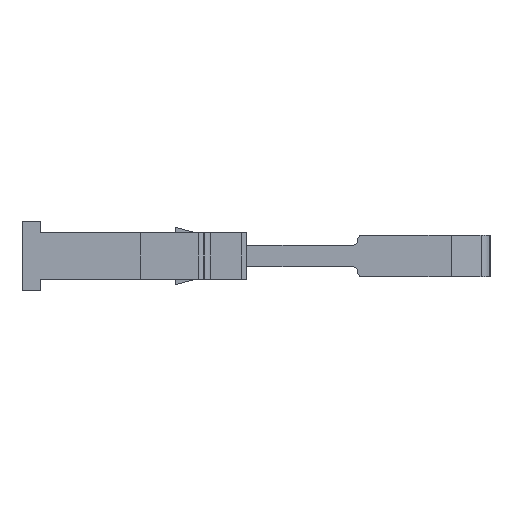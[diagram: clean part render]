
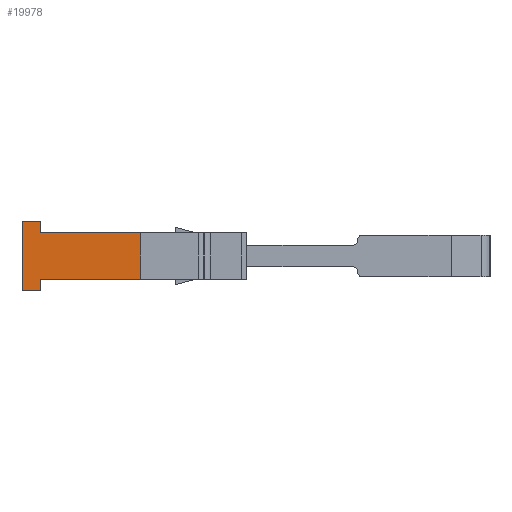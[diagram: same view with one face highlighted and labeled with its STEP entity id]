
A CAD part, left-side view. The second image highlights one B-rep face of the part: STEP entity #19978.
In plain terms, the highlighted planar face has unit normal (-1, 0, 0).
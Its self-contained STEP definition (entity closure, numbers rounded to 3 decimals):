
#281 = EDGE_CURVE ( 'NONE', #14667, #14103, #4628, .T. ) ;
#443 = EDGE_CURVE ( 'NONE', #14254, #14970, #21476, .T. ) ;
#1797 = EDGE_CURVE ( 'NONE', #14134, #14079, #11933, .T. ) ;
#1803 = EDGE_CURVE ( 'NONE', #14079, #14254, #11943, .T. ) ;
#1805 = EDGE_CURVE ( 'NONE', #14255, #14112, #11994, .T. ) ;
#1811 = EDGE_CURVE ( 'NONE', #14255, #14103, #11945, .T. ) ;
#1851 = EDGE_CURVE ( 'NONE', #14112, #14134, #12140, .T. ) ;
#2142 = VECTOR ( 'NONE', #4652, 1000. ) ;
#2351 = VECTOR ( 'NONE', #21479, 1000. ) ;
#4628 = LINE ( 'NONE', #4661, #2142 ) ;
#4652 = DIRECTION ( 'NONE',  ( 0., 0., -1. ) ) ;
#4661 = CARTESIAN_POINT ( 'NONE',  ( 991.594, 672.908, 3. ) ) ;
#6273 = LINE ( 'NONE', #6281, #17025 ) ;
#6281 = CARTESIAN_POINT ( 'NONE',  ( 991.594, 662.758, 0. ) ) ;
#6299 = DIRECTION ( 'NONE',  ( 0., -1., 0. ) ) ;
#7305 = PLANE ( 'NONE',  #19935 ) ;
#7321 = DIRECTION ( 'NONE',  ( 1., 0., 0. ) ) ;
#7325 = DIRECTION ( 'NONE',  ( 0., 0., -1. ) ) ;
#7331 = CARTESIAN_POINT ( 'NONE',  ( 991.594, 666.441, 3. ) ) ;
#7332 = FACE_OUTER_BOUND ( 'NONE', #23774, .T. ) ;
#9153 = CARTESIAN_POINT ( 'NONE',  ( 991.594, 672.908, -0.75 ) ) ;
#9188 = CARTESIAN_POINT ( 'NONE',  ( 991.594, 672.908, 3.75 ) ) ;
#9196 = CARTESIAN_POINT ( 'NONE',  ( 991.594, 674.108, 3.75 ) ) ;
#9226 = CARTESIAN_POINT ( 'NONE',  ( 991.594, 666.441, 3. ) ) ;
#9297 = CARTESIAN_POINT ( 'NONE',  ( 991.594, 674.108, -0.75 ) ) ;
#9554 = CARTESIAN_POINT ( 'NONE',  ( 991.594, 672.908, 0. ) ) ;
#9878 = CARTESIAN_POINT ( 'NONE',  ( 991.594, 666.441, 0. ) ) ;
#10658 = ORIENTED_EDGE ( 'NONE', *, *, #1797, .F. ) ;
#10667 = ORIENTED_EDGE ( 'NONE', *, *, #281, .F. ) ;
#10700 = ORIENTED_EDGE ( 'NONE', *, *, #19823, .T. ) ;
#10726 = ORIENTED_EDGE ( 'NONE', *, *, #443, .F. ) ;
#10742 = ORIENTED_EDGE ( 'NONE', *, *, #1851, .F. ) ;
#10750 = ORIENTED_EDGE ( 'NONE', *, *, #1811, .T. ) ;
#10754 = ORIENTED_EDGE ( 'NONE', *, *, #1803, .F. ) ;
#10759 = ORIENTED_EDGE ( 'NONE', *, *, #1805, .F. ) ;
#11927 = CARTESIAN_POINT ( 'NONE',  ( 991.594, 666.441, 3. ) ) ;
#11933 = LINE ( 'NONE', #11966, #22352 ) ;
#11943 = LINE ( 'NONE', #11927, #22390 ) ;
#11945 = LINE ( 'NONE', #11997, #22403 ) ;
#11947 = DIRECTION ( 'NONE',  ( 0., -1., 0. ) ) ;
#11966 = CARTESIAN_POINT ( 'NONE',  ( 991.594, 672.908, -0.75 ) ) ;
#11967 = DIRECTION ( 'NONE',  ( 0., 0., -1. ) ) ;
#11984 = CARTESIAN_POINT ( 'NONE',  ( 991.594, 674.108, 3. ) ) ;
#11994 = LINE ( 'NONE', #11984, #22407 ) ;
#11997 = CARTESIAN_POINT ( 'NONE',  ( 991.594, 672.908, -0.75 ) ) ;
#12006 = DIRECTION ( 'NONE',  ( 0., 0., 1. ) ) ;
#12009 = DIRECTION ( 'NONE',  ( 0., -1., 0. ) ) ;
#12133 = DIRECTION ( 'NONE',  ( 0., -1., 0. ) ) ;
#12140 = LINE ( 'NONE', #12143, #22081 ) ;
#12143 = CARTESIAN_POINT ( 'NONE',  ( 991.594, 672.908, 3.75 ) ) ;
#12991 = CARTESIAN_POINT ( 'NONE',  ( 991.594, 672.908, 3. ) ) ;
#14079 = VERTEX_POINT ( 'NONE', #12991 ) ;
#14103 = VERTEX_POINT ( 'NONE', #9153 ) ;
#14112 = VERTEX_POINT ( 'NONE', #9196 ) ;
#14134 = VERTEX_POINT ( 'NONE', #9188 ) ;
#14254 = VERTEX_POINT ( 'NONE', #9226 ) ;
#14255 = VERTEX_POINT ( 'NONE', #9297 ) ;
#14667 = VERTEX_POINT ( 'NONE', #9554 ) ;
#14970 = VERTEX_POINT ( 'NONE', #9878 ) ;
#17025 = VECTOR ( 'NONE', #6299, 1000. ) ;
#19823 = EDGE_CURVE ( 'NONE', #14667, #14970, #6273, .T. ) ;
#19935 = AXIS2_PLACEMENT_3D ( 'NONE', #7331, #7321, #7325 ) ;
#19978 = ADVANCED_FACE ( 'NONE', ( #7332 ), #7305, .F. ) ;
#21476 = LINE ( 'NONE', #21482, #2351 ) ;
#21479 = DIRECTION ( 'NONE',  ( 0., 0., -1. ) ) ;
#21482 = CARTESIAN_POINT ( 'NONE',  ( 991.594, 666.441, 3. ) ) ;
#22081 = VECTOR ( 'NONE', #12133, 1000. ) ;
#22352 = VECTOR ( 'NONE', #11967, 1000. ) ;
#22390 = VECTOR ( 'NONE', #11947, 1000. ) ;
#22403 = VECTOR ( 'NONE', #12009, 1000. ) ;
#22407 = VECTOR ( 'NONE', #12006, 1000. ) ;
#23774 = EDGE_LOOP ( 'NONE', ( #10658, #10742, #10759, #10750, #10667, #10700, #10726, #10754 ) ) ;
